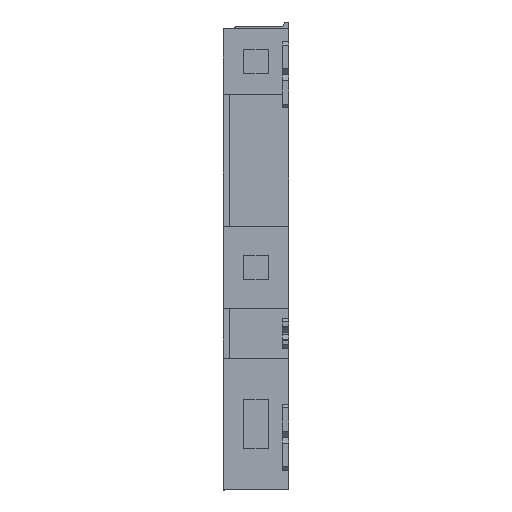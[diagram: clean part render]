
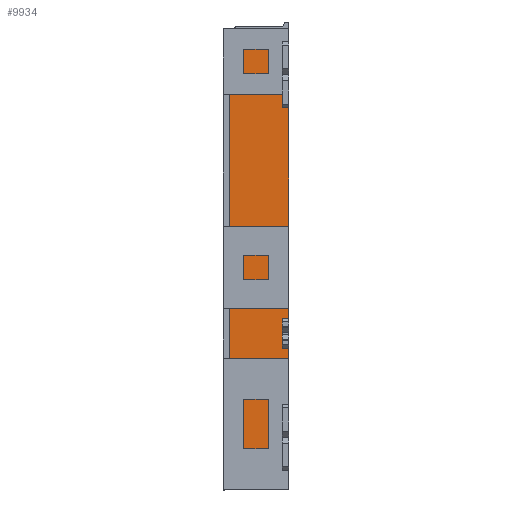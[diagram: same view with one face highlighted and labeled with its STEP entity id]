
A CAD part, left-side view. The second image highlights one B-rep face of the part: STEP entity #9934.
In plain terms, the highlighted planar face has unit normal (-1, 0, 0).
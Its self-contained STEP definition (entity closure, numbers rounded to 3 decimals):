
#11 = CARTESIAN_POINT ( 'NONE',  ( 0., 0.2, -9.5 ) ) ;
#105 = ORIENTED_EDGE ( 'NONE', *, *, #13377, .F. ) ;
#138 = ORIENTED_EDGE ( 'NONE', *, *, #8737, .F. ) ;
#219 = CARTESIAN_POINT ( 'NONE',  ( 0., 1.8, -13.6 ) ) ;
#414 = CARTESIAN_POINT ( 'NONE',  ( 0., 1.8, 0. ) ) ;
#512 = DIRECTION ( 'NONE',  ( 0., 1., 0. ) ) ;
#584 = CARTESIAN_POINT ( 'NONE',  ( 0., 0., -9.5 ) ) ;
#661 = LINE ( 'NONE', #12377, #10209 ) ;
#677 = CARTESIAN_POINT ( 'NONE',  ( 0., 1.8, -11.2 ) ) ;
#705 = ORIENTED_EDGE ( 'NONE', *, *, #11774, .F. ) ;
#855 = DIRECTION ( 'NONE',  ( 1., 0., 0. ) ) ;
#1033 = EDGE_CURVE ( 'NONE', #6834, #6987, #9057, .T. ) ;
#1285 = VECTOR ( 'NONE', #2293, 1000. ) ;
#1851 = LINE ( 'NONE', #13715, #12640 ) ;
#1926 = LINE ( 'NONE', #13413, #12946 ) ;
#1947 = VERTEX_POINT ( 'NONE', #11023 ) ;
#2166 = EDGE_CURVE ( 'NONE', #14509, #6834, #13148, .T. ) ;
#2235 = CARTESIAN_POINT ( 'NONE',  ( 0., 0.2, -8.6 ) ) ;
#2258 = DIRECTION ( 'NONE',  ( 0., 0., -1. ) ) ;
#2293 = DIRECTION ( 'NONE',  ( 0., 1., 0. ) ) ;
#2431 = ORIENTED_EDGE ( 'NONE', *, *, #3044, .F. ) ;
#2702 = VERTEX_POINT ( 'NONE', #5204 ) ;
#2847 = CARTESIAN_POINT ( 'NONE',  ( 0., 0., -13.6 ) ) ;
#2850 = LINE ( 'NONE', #2997, #7638 ) ;
#2997 = CARTESIAN_POINT ( 'NONE',  ( 0., 0., -8.6 ) ) ;
#3038 = CARTESIAN_POINT ( 'NONE',  ( 0., 1.8, -13.6 ) ) ;
#3044 = EDGE_CURVE ( 'NONE', #2702, #6629, #5865, .T. ) ;
#3148 = VERTEX_POINT ( 'NONE', #11 ) ;
#3170 = DIRECTION ( 'NONE',  ( 0., 0., -1. ) ) ;
#3491 = CARTESIAN_POINT ( 'NONE',  ( 0., 1.8, -0.2 ) ) ;
#3838 = CARTESIAN_POINT ( 'NONE',  ( 0., 0., 0. ) ) ;
#4063 = VERTEX_POINT ( 'NONE', #2235 ) ;
#4085 = ORIENTED_EDGE ( 'NONE', *, *, #10308, .F. ) ;
#4285 = VECTOR ( 'NONE', #512, 1000. ) ;
#4467 = CARTESIAN_POINT ( 'NONE',  ( 0., 1.8, 0. ) ) ;
#4496 = EDGE_CURVE ( 'NONE', #4063, #12786, #2850, .T. ) ;
#4508 = VECTOR ( 'NONE', #9866, 1000. ) ;
#4621 = LINE ( 'NONE', #11464, #9596 ) ;
#4754 = LINE ( 'NONE', #8244, #9371 ) ;
#5040 = DIRECTION ( 'NONE',  ( 0., -1., 0. ) ) ;
#5080 = CARTESIAN_POINT ( 'NONE',  ( 0., 0.2, -11.2 ) ) ;
#5099 = ORIENTED_EDGE ( 'NONE', *, *, #1033, .F. ) ;
#5198 = LINE ( 'NONE', #2847, #11252 ) ;
#5204 = CARTESIAN_POINT ( 'NONE',  ( 0., 0.2, -0.2 ) ) ;
#5557 = DIRECTION ( 'NONE',  ( 0., 0., -1. ) ) ;
#5587 = DIRECTION ( 'NONE',  ( 0., 0., -1. ) ) ;
#5705 = VERTEX_POINT ( 'NONE', #7141 ) ;
#5865 = LINE ( 'NONE', #12739, #9942 ) ;
#6144 = VECTOR ( 'NONE', #11893, 1000. ) ;
#6195 = VECTOR ( 'NONE', #12147, 1000. ) ;
#6390 = ORIENTED_EDGE ( 'NONE', *, *, #12277, .F. ) ;
#6440 = DIRECTION ( 'NONE',  ( 0., -1., 0. ) ) ;
#6526 = DIRECTION ( 'NONE',  ( 0., -1., 0. ) ) ;
#6629 = VERTEX_POINT ( 'NONE', #12584 ) ;
#6688 = VECTOR ( 'NONE', #3170, 1000. ) ;
#6834 = VERTEX_POINT ( 'NONE', #14800 ) ;
#6860 = FACE_OUTER_BOUND ( 'NONE', #11663, .T. ) ;
#6987 = VERTEX_POINT ( 'NONE', #5080 ) ;
#7141 = CARTESIAN_POINT ( 'NONE',  ( 0., 0.2, -13.2 ) ) ;
#7310 = LINE ( 'NONE', #219, #4285 ) ;
#7405 = VERTEX_POINT ( 'NONE', #10348 ) ;
#7638 = VECTOR ( 'NONE', #6440, 1000. ) ;
#7776 = CARTESIAN_POINT ( 'NONE',  ( 0., 0., -0.2 ) ) ;
#8055 = CARTESIAN_POINT ( 'NONE',  ( 0., 0., -13.6 ) ) ;
#8191 = EDGE_CURVE ( 'NONE', #7405, #12786, #5198, .T. ) ;
#8210 = LINE ( 'NONE', #3491, #1285 ) ;
#8244 = CARTESIAN_POINT ( 'NONE',  ( 0., 1.8, -9.5 ) ) ;
#8613 = CARTESIAN_POINT ( 'NONE',  ( 0., 1.8, -13.2 ) ) ;
#8737 = EDGE_CURVE ( 'NONE', #13897, #2702, #8210, .T. ) ;
#9057 = LINE ( 'NONE', #677, #4508 ) ;
#9196 = EDGE_CURVE ( 'NONE', #4063, #3148, #4621, .T. ) ;
#9310 = ORIENTED_EDGE ( 'NONE', *, *, #9196, .F. ) ;
#9371 = VECTOR ( 'NONE', #12943, 1000. ) ;
#9591 = DIRECTION ( 'NONE',  ( 0., 0., -1. ) ) ;
#9596 = VECTOR ( 'NONE', #10399, 1000. ) ;
#9866 = DIRECTION ( 'NONE',  ( 0., 1., 0. ) ) ;
#9885 = VECTOR ( 'NONE', #5587, 1000. ) ;
#9934 = ADVANCED_FACE ( 'NONE', ( #6860 ), #12882, .F. ) ;
#9942 = VECTOR ( 'NONE', #5557, 1000. ) ;
#10137 = LINE ( 'NONE', #8613, #6195 ) ;
#10144 = EDGE_CURVE ( 'NONE', #3148, #14509, #4754, .T. ) ;
#10209 = VECTOR ( 'NONE', #6526, 1000. ) ;
#10308 = EDGE_CURVE ( 'NONE', #5705, #1947, #10137, .T. ) ;
#10348 = CARTESIAN_POINT ( 'NONE',  ( 0., 0., -2.2 ) ) ;
#10380 = EDGE_CURVE ( 'NONE', #1947, #11250, #11429, .T. ) ;
#10399 = DIRECTION ( 'NONE',  ( 0., 0., -1. ) ) ;
#10416 = EDGE_CURVE ( 'NONE', #11975, #13897, #12687, .T. ) ;
#10478 = ORIENTED_EDGE ( 'NONE', *, *, #8191, .F. ) ;
#10662 = ORIENTED_EDGE ( 'NONE', *, *, #10380, .F. ) ;
#10665 = CARTESIAN_POINT ( 'NONE',  ( 0., 0., -13.6 ) ) ;
#10672 = CARTESIAN_POINT ( 'NONE',  ( 0., 1.8, 0. ) ) ;
#10698 = VECTOR ( 'NONE', #10964, 1000. ) ;
#10748 = ORIENTED_EDGE ( 'NONE', *, *, #10416, .F. ) ;
#10814 = EDGE_CURVE ( 'NONE', #6629, #7405, #1926, .T. ) ;
#10964 = DIRECTION ( 'NONE',  ( 0., 0., -1. ) ) ;
#11001 = EDGE_CURVE ( 'NONE', #11529, #11975, #661, .T. ) ;
#11023 = CARTESIAN_POINT ( 'NONE',  ( 0., 0., -13.2 ) ) ;
#11250 = VERTEX_POINT ( 'NONE', #13752 ) ;
#11252 = VECTOR ( 'NONE', #9591, 1000. ) ;
#11336 = DIRECTION ( 'NONE',  ( 0., 0., -1. ) ) ;
#11429 = LINE ( 'NONE', #12610, #6688 ) ;
#11461 = ORIENTED_EDGE ( 'NONE', *, *, #4496, .T. ) ;
#11464 = CARTESIAN_POINT ( 'NONE',  ( 0., 0.2, 0. ) ) ;
#11529 = VERTEX_POINT ( 'NONE', #10672 ) ;
#11663 = EDGE_LOOP ( 'NONE', ( #10478, #12327, #2431, #138, #10748, #13549, #105, #6390, #10662, #4085, #705, #5099, #11751, #12120, #9310, #11461 ) ) ;
#11751 = ORIENTED_EDGE ( 'NONE', *, *, #2166, .F. ) ;
#11774 = EDGE_CURVE ( 'NONE', #6987, #5705, #1851, .T. ) ;
#11893 = DIRECTION ( 'NONE',  ( 0., 0., 1. ) ) ;
#11975 = VERTEX_POINT ( 'NONE', #3838 ) ;
#12120 = ORIENTED_EDGE ( 'NONE', *, *, #10144, .F. ) ;
#12147 = DIRECTION ( 'NONE',  ( 0., -1., 0. ) ) ;
#12277 = EDGE_CURVE ( 'NONE', #11250, #15275, #7310, .T. ) ;
#12327 = ORIENTED_EDGE ( 'NONE', *, *, #10814, .F. ) ;
#12377 = CARTESIAN_POINT ( 'NONE',  ( 0., 1.8, 0. ) ) ;
#12584 = CARTESIAN_POINT ( 'NONE',  ( 0., 0.2, -2.2 ) ) ;
#12610 = CARTESIAN_POINT ( 'NONE',  ( 0., 0., -13.6 ) ) ;
#12640 = VECTOR ( 'NONE', #11336, 1000. ) ;
#12687 = LINE ( 'NONE', #8055, #9885 ) ;
#12739 = CARTESIAN_POINT ( 'NONE',  ( 0., 0.2, 0. ) ) ;
#12786 = VERTEX_POINT ( 'NONE', #13054 ) ;
#12882 = PLANE ( 'NONE',  #15111 ) ;
#12943 = DIRECTION ( 'NONE',  ( 0., -1., 0. ) ) ;
#12946 = VECTOR ( 'NONE', #5040, 1000. ) ;
#13054 = CARTESIAN_POINT ( 'NONE',  ( 0., 0., -8.6 ) ) ;
#13148 = LINE ( 'NONE', #10665, #10698 ) ;
#13243 = LINE ( 'NONE', #414, #6144 ) ;
#13377 = EDGE_CURVE ( 'NONE', #15275, #11529, #13243, .T. ) ;
#13413 = CARTESIAN_POINT ( 'NONE',  ( 0., 1.8, -2.2 ) ) ;
#13549 = ORIENTED_EDGE ( 'NONE', *, *, #11001, .F. ) ;
#13715 = CARTESIAN_POINT ( 'NONE',  ( 0., 0.2, 0. ) ) ;
#13752 = CARTESIAN_POINT ( 'NONE',  ( 0., 0., -13.6 ) ) ;
#13897 = VERTEX_POINT ( 'NONE', #7776 ) ;
#14509 = VERTEX_POINT ( 'NONE', #584 ) ;
#14800 = CARTESIAN_POINT ( 'NONE',  ( 0., 0., -11.2 ) ) ;
#15111 = AXIS2_PLACEMENT_3D ( 'NONE', #4467, #855, #2258 ) ;
#15275 = VERTEX_POINT ( 'NONE', #3038 ) ;
